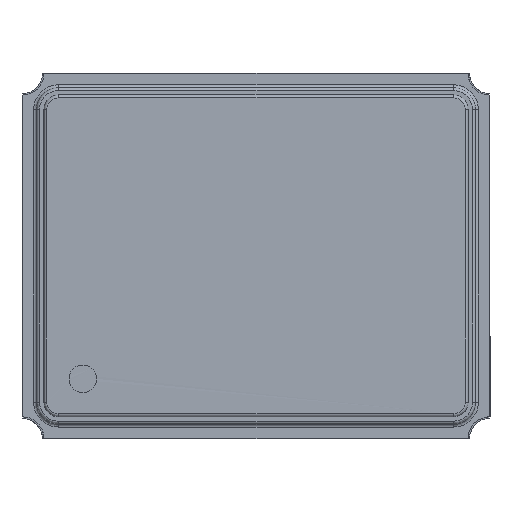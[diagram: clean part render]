
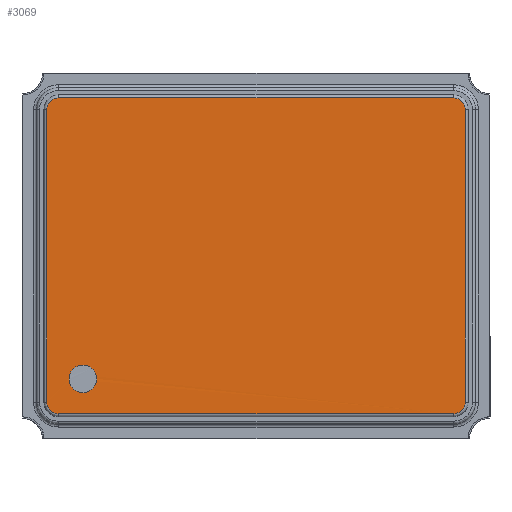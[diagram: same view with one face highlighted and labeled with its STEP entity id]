
A CAD part, top view. The second image highlights one B-rep face of the part: STEP entity #3069.
In plain terms, the highlighted planar face has unit normal (0, 0, 1).
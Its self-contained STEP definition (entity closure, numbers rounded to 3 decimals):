
#83 = DIRECTION ( 'NONE',  ( 1., 0., 0. ) ) ;
#188 = CARTESIAN_POINT ( 'NONE',  ( 1.43, 1., 0.81 ) ) ;
#298 = CARTESIAN_POINT ( 'NONE',  ( -1.35, -1.08, 0.81 ) ) ;
#329 = FACE_BOUND ( 'NONE', #503, .T. ) ;
#387 = ORIENTED_EDGE ( 'NONE', *, *, #3776, .T. ) ;
#394 = DIRECTION ( 'NONE',  ( 0., 0., 1. ) ) ;
#492 = ORIENTED_EDGE ( 'NONE', *, *, #1338, .T. ) ;
#503 = EDGE_LOOP ( 'NONE', ( #2499, #3264 ) ) ;
#561 = EDGE_CURVE ( 'NONE', #1904, #3551, #1850, .T. ) ;
#640 = DIRECTION ( 'NONE',  ( -1., 0., 0. ) ) ;
#647 = DIRECTION ( 'NONE',  ( 0., -1., 0. ) ) ;
#685 = CARTESIAN_POINT ( 'NONE',  ( 0., 1.08, 0.81 ) ) ;
#687 = B_SPLINE_CURVE_WITH_KNOTS ( 'NONE', 3,
 ( #3161, #777, #2138, #1802 ),
 .UNSPECIFIED., .F., .F.,
 ( 4, 4 ),
 ( 0., 1. ),
 .UNSPECIFIED. ) ;
#775 = VERTEX_POINT ( 'NONE', #2123 ) ;
#777 = CARTESIAN_POINT ( 'NONE',  ( 1.394, -1.08, 0.81 ) ) ;
#782 = CARTESIAN_POINT ( 'NONE',  ( -1.394, 1.08, 0.81 ) ) ;
#827 = CARTESIAN_POINT ( 'NONE',  ( 1.43, 1.044, 0.81 ) ) ;
#970 = EDGE_CURVE ( 'NONE', #3162, #1496, #1090, .T. ) ;
#1063 = EDGE_CURVE ( 'NONE', #3551, #1904, #2884, .T. ) ;
#1090 = LINE ( 'NONE', #3416, #3448 ) ;
#1092 = DIRECTION ( 'NONE',  ( 1., 0., 0. ) ) ;
#1146 = CARTESIAN_POINT ( 'NONE',  ( -1.43, 1., 0.81 ) ) ;
#1260 = CARTESIAN_POINT ( 'NONE',  ( 0., -1.08, 0.81 ) ) ;
#1299 = VERTEX_POINT ( 'NONE', #4047 ) ;
#1306 = B_SPLINE_CURVE_WITH_KNOTS ( 'NONE', 3,
 ( #188, #827, #3963, #1565 ),
 .UNSPECIFIED., .F., .F.,
 ( 4, 4 ),
 ( 0., 1. ),
 .UNSPECIFIED. ) ;
#1308 = CARTESIAN_POINT ( 'NONE',  ( -1.43, -1., 0.81 ) ) ;
#1334 = CARTESIAN_POINT ( 'NONE',  ( -1.43, -1., 0.81 ) ) ;
#1338 = EDGE_CURVE ( 'NONE', #1496, #2484, #1306, .T. ) ;
#1436 = CARTESIAN_POINT ( 'NONE',  ( -1.43, 1.045, 0.81 ) ) ;
#1496 = VERTEX_POINT ( 'NONE', #3746 ) ;
#1499 = CARTESIAN_POINT ( 'NONE',  ( -1.089, -0.841, 0.809 ) ) ;
#1505 = EDGE_CURVE ( 'NONE', #2587, #3144, #2896, .T. ) ;
#1536 = DIRECTION ( 'NONE',  ( 0., 0., -1. ) ) ;
#1565 = CARTESIAN_POINT ( 'NONE',  ( 1.35, 1.08, 0.81 ) ) ;
#1638 = CARTESIAN_POINT ( 'NONE',  ( -1.395, -1.08, 0.81 ) ) ;
#1752 = LINE ( 'NONE', #685, #1773 ) ;
#1773 = VECTOR ( 'NONE', #640, 1000. ) ;
#1784 = CARTESIAN_POINT ( 'NONE',  ( 0., 0., 0.81 ) ) ;
#1795 = LINE ( 'NONE', #1260, #3959 ) ;
#1802 = CARTESIAN_POINT ( 'NONE',  ( 1.43, -1., 0.81 ) ) ;
#1850 = CIRCLE ( 'NONE', #2698, 0.095 ) ;
#1904 = VERTEX_POINT ( 'NONE', #1499 ) ;
#1964 = CARTESIAN_POINT ( 'NONE',  ( -1.184, -0.841, 0.81 ) ) ;
#1984 = DIRECTION ( 'NONE',  ( 0., 0., -1. ) ) ;
#2014 = AXIS2_PLACEMENT_3D ( 'NONE', #1784, #394, #1092 ) ;
#2123 = CARTESIAN_POINT ( 'NONE',  ( 1.35, -1.08, 0.81 ) ) ;
#2138 = CARTESIAN_POINT ( 'NONE',  ( 1.43, -1.045, 0.81 ) ) ;
#2244 = VERTEX_POINT ( 'NONE', #2567 ) ;
#2350 = PLANE ( 'NONE',  #2014 ) ;
#2484 = VERTEX_POINT ( 'NONE', #2805 ) ;
#2499 = ORIENTED_EDGE ( 'NONE', *, *, #1063, .T. ) ;
#2567 = CARTESIAN_POINT ( 'NONE',  ( -1.35, 1.08, 0.81 ) ) ;
#2587 = VERTEX_POINT ( 'NONE', #1308 ) ;
#2606 = DIRECTION ( 'NONE',  ( 1., 0., 0. ) ) ;
#2688 = CARTESIAN_POINT ( 'NONE',  ( -1.43, -1.044, 0.81 ) ) ;
#2698 = AXIS2_PLACEMENT_3D ( 'NONE', #1964, #1984, #3349 ) ;
#2715 = ORIENTED_EDGE ( 'NONE', *, *, #970, .T. ) ;
#2746 = LINE ( 'NONE', #3049, #3488 ) ;
#2805 = CARTESIAN_POINT ( 'NONE',  ( 1.35, 1.08, 0.81 ) ) ;
#2884 = CIRCLE ( 'NONE', #3543, 0.095 ) ;
#2896 = B_SPLINE_CURVE_WITH_KNOTS ( 'NONE', 3,
 ( #1334, #2688, #1638, #298 ),
 .UNSPECIFIED., .F., .F.,
 ( 4, 4 ),
 ( 0., 1. ),
 .UNSPECIFIED. ) ;
#2942 = EDGE_CURVE ( 'NONE', #3144, #775, #1795, .T. ) ;
#3049 = CARTESIAN_POINT ( 'NONE',  ( -1.43, 0., 0.81 ) ) ;
#3069 = ADVANCED_FACE ( 'NONE', ( #329, #4016 ), #2350, .T. ) ;
#3116 = DIRECTION ( 'NONE',  ( 0., 1., 0. ) ) ;
#3127 = EDGE_CURVE ( 'NONE', #2244, #1299, #3409, .T. ) ;
#3139 = CARTESIAN_POINT ( 'NONE',  ( -1.35, 1.08, 0.81 ) ) ;
#3144 = VERTEX_POINT ( 'NONE', #3463 ) ;
#3161 = CARTESIAN_POINT ( 'NONE',  ( 1.35, -1.08, 0.81 ) ) ;
#3162 = VERTEX_POINT ( 'NONE', #3533 ) ;
#3223 = CARTESIAN_POINT ( 'NONE',  ( -1.184, -0.841, 0.81 ) ) ;
#3260 = ORIENTED_EDGE ( 'NONE', *, *, #1505, .T. ) ;
#3264 = ORIENTED_EDGE ( 'NONE', *, *, #561, .T. ) ;
#3349 = DIRECTION ( 'NONE',  ( 1., 0., 0. ) ) ;
#3409 = B_SPLINE_CURVE_WITH_KNOTS ( 'NONE', 3,
 ( #3139, #782, #1436, #1146 ),
 .UNSPECIFIED., .F., .F.,
 ( 4, 4 ),
 ( 0., 1. ),
 .UNSPECIFIED. ) ;
#3416 = CARTESIAN_POINT ( 'NONE',  ( 1.43, 0., 0.81 ) ) ;
#3448 = VECTOR ( 'NONE', #3116, 1000. ) ;
#3463 = CARTESIAN_POINT ( 'NONE',  ( -1.35, -1.08, 0.81 ) ) ;
#3488 = VECTOR ( 'NONE', #647, 1000. ) ;
#3533 = CARTESIAN_POINT ( 'NONE',  ( 1.43, -1., 0.81 ) ) ;
#3534 = ORIENTED_EDGE ( 'NONE', *, *, #3837, .T. ) ;
#3543 = AXIS2_PLACEMENT_3D ( 'NONE', #3223, #1536, #83 ) ;
#3551 = VERTEX_POINT ( 'NONE', #4156 ) ;
#3746 = CARTESIAN_POINT ( 'NONE',  ( 1.43, 1., 0.81 ) ) ;
#3776 = EDGE_CURVE ( 'NONE', #2484, #2244, #1752, .T. ) ;
#3791 = ORIENTED_EDGE ( 'NONE', *, *, #3127, .T. ) ;
#3809 = ORIENTED_EDGE ( 'NONE', *, *, #2942, .T. ) ;
#3837 = EDGE_CURVE ( 'NONE', #775, #3162, #687, .T. ) ;
#3852 = ORIENTED_EDGE ( 'NONE', *, *, #4423, .T. ) ;
#3959 = VECTOR ( 'NONE', #2606, 1000. ) ;
#3963 = CARTESIAN_POINT ( 'NONE',  ( 1.395, 1.08, 0.81 ) ) ;
#4016 = FACE_OUTER_BOUND ( 'NONE', #4293, .T. ) ;
#4047 = CARTESIAN_POINT ( 'NONE',  ( -1.43, 1., 0.81 ) ) ;
#4156 = CARTESIAN_POINT ( 'NONE',  ( -1.278, -0.841, 0.809 ) ) ;
#4293 = EDGE_LOOP ( 'NONE', ( #3852, #3260, #3809, #3534, #2715, #492, #387, #3791 ) ) ;
#4423 = EDGE_CURVE ( 'NONE', #1299, #2587, #2746, .T. ) ;
